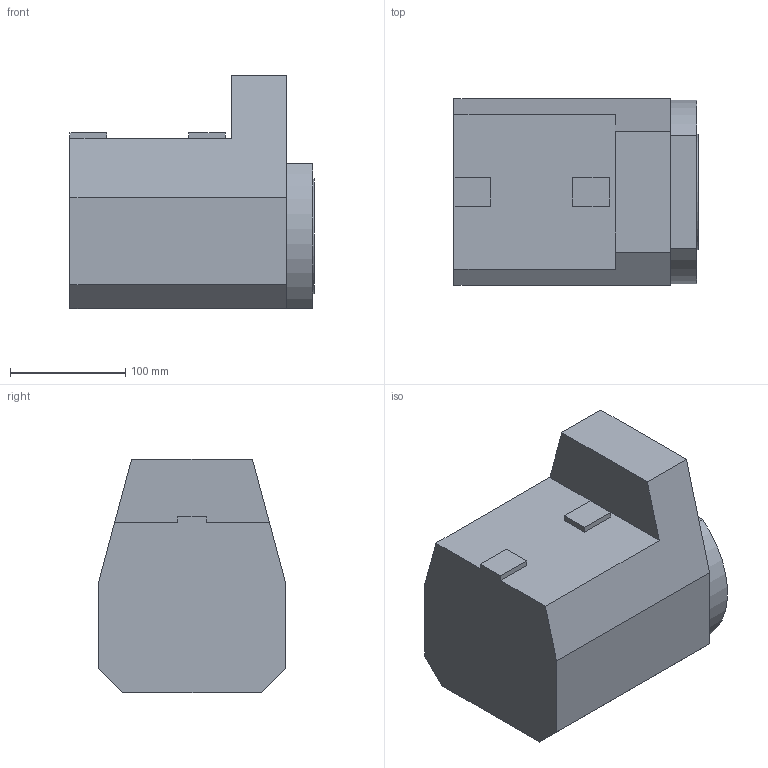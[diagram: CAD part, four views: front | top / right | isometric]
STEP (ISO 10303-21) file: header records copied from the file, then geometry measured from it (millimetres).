
FILE_DESCRIPTION(/* description */ (''),/* implementation_level */ '2;1');
FILE_NAME(/* name */ '1525412873209.stp',/* time_stamp */ '2018-05-04T11:18:12+06:00',/* author */ (''),/* organization */ ('SMS'),/* preprocessor_version */ 'ST-DEVELOPER v15',/* originating_system */ 'SIEMENS PLM Software NX 8.5',/* authorisation */ '');
FILE_SCHEMA (('AUTOMOTIVE_DESIGN { 1 0 10303 214 3 1 1 1 }'));
Length unit declared in the file: millimetre
Products named in the file (1): 201599139mod000_00
Bounding box: 212 x 162 x 203 mm (x, y, z)
Volume: 4799387.5 mm3; surface area: 196256.9 mm2
Topology: 1 solids, 1 shells, 38 faces, 94 edges, 66 vertices
Faces by surface type: plane 27, cone 6, cylinder 5
Full cylindrical faces by diameter (mm): 5.3 x1, 79.4 x1, 100 x1
Entity records: 1227 total; most frequent: CARTESIAN_POINT 254, DIRECTION 194, ORIENTED_EDGE 180, EDGE_CURVE 90, LINE 68, VECTOR 68, AXIS2_PLACEMENT_3D 63, VERTEX_POINT 62
